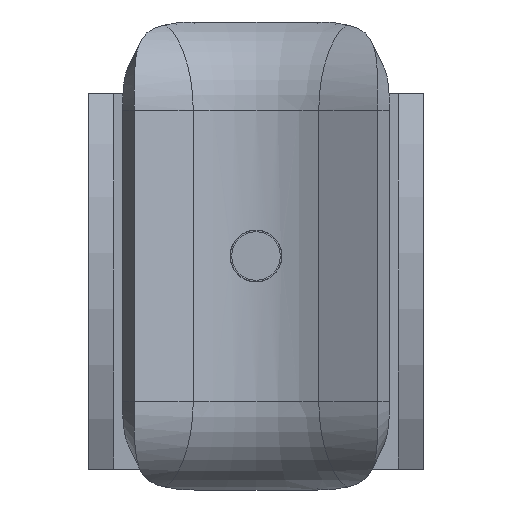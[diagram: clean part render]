
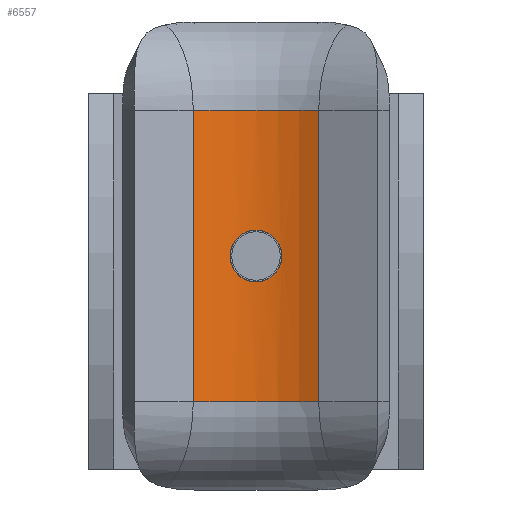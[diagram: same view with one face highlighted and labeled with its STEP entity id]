
A CAD part, front view. The second image highlights one B-rep face of the part: STEP entity #6557.
In plain terms, the highlighted cylindrical face has radius 8 mm (diameter 16 mm), a partial arc.
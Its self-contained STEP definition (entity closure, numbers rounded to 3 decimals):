
#6 = CARTESIAN_POINT ( 'NONE',  ( 1.233, 2.715, 0.945 ) ) ;
#195 = CARTESIAN_POINT ( 'NONE',  ( -0.946, 2.755, -1.232 ) ) ;
#232 = CARTESIAN_POINT ( 'NONE',  ( -0.103, 2.811, 1.55 ) ) ;
#268 = CARTESIAN_POINT ( 'NONE',  ( 1.392, 2.689, -0.689 ) ) ;
#305 = EDGE_CURVE ( 'NONE', #3657, #4319, #5212, .T. ) ;
#465 = VECTOR ( 'NONE', #1898, 1000. ) ;
#536 = ORIENTED_EDGE ( 'NONE', *, *, #2578, .F. ) ;
#604 = VERTEX_POINT ( 'NONE', #4955 ) ;
#769 = DIRECTION ( 'NONE',  ( 1., 0., 0. ) ) ;
#820 = CARTESIAN_POINT ( 'NONE',  ( 0.202, 2.811, -1.55 ) ) ;
#859 = CARTESIAN_POINT ( 'NONE',  ( -1.024, 2.745, -1.168 ) ) ;
#896 = CARTESIAN_POINT ( 'NONE',  ( -1.5, 2.669, -0.402 ) ) ;
#929 = ORIENTED_EDGE ( 'NONE', *, *, #6060, .F. ) ;
#1180 = CARTESIAN_POINT ( 'NONE',  ( 0., -5.189, -15. ) ) ;
#1216 = DIRECTION ( 'NONE',  ( 1., 0., 0. ) ) ;
#1286 = DIRECTION ( 'NONE',  ( 0., 0., 1. ) ) ;
#1353 = CARTESIAN_POINT ( 'NONE',  ( 0., -5.189, 8.712 ) ) ;
#1372 = CARTESIAN_POINT ( 'NONE',  ( -0.102, 2.811, -1.55 ) ) ;
#1394 = AXIS2_PLACEMENT_3D ( 'NONE', #4019, #5798, #769 ) ;
#1414 = CARTESIAN_POINT ( 'NONE',  ( -0.402, 2.801, 1.5 ) ) ;
#1450 = CARTESIAN_POINT ( 'NONE',  ( 0., 2.811, 1.55 ) ) ;
#1451 = ORIENTED_EDGE ( 'NONE', *, *, #2922, .T. ) ;
#1694 = CARTESIAN_POINT ( 'NONE',  ( 0.782, 2.774, 1.353 ) ) ;
#1825 = LINE ( 'NONE', #5139, #465 ) ;
#1898 = DIRECTION ( 'NONE',  ( 0., 0., 1. ) ) ;
#1951 = CARTESIAN_POINT ( 'NONE',  ( 1.54, 2.661, 0.202 ) ) ;
#1991 = CARTESIAN_POINT ( 'NONE',  ( 1.55, 2.659, 0.101 ) ) ;
#2031 = CARTESIAN_POINT ( 'NONE',  ( -1.471, 2.674, -0.499 ) ) ;
#2220 = VERTEX_POINT ( 'NONE', #5650 ) ;
#2241 = CARTESIAN_POINT ( 'NONE',  ( 0.205, 2.811, 1.55 ) ) ;
#2275 = CARTESIAN_POINT ( 'NONE',  ( 0.409, 2.802, 1.509 ) ) ;
#2414 = CARTESIAN_POINT ( 'NONE',  ( 3.756, 1.874, -15. ) ) ;
#2431 = CARTESIAN_POINT ( 'NONE',  ( -0.688, 2.781, -1.393 ) ) ;
#2467 = CARTESIAN_POINT ( 'NONE',  ( -0.777, 2.773, 1.345 ) ) ;
#2504 = CARTESIAN_POINT ( 'NONE',  ( 1.509, 2.667, -0.407 ) ) ;
#2540 = CARTESIAN_POINT ( 'NONE',  ( -1.509, 2.667, 0.408 ) ) ;
#2541 = AXIS2_PLACEMENT_3D ( 'NONE', #1353, #1286, #1216 ) ;
#2560 = CARTESIAN_POINT ( 'NONE',  ( 0., 2.811, 1.55 ) ) ;
#2578 = EDGE_CURVE ( 'NONE', #3037, #3037, #3642, .T. ) ;
#2582 = CARTESIAN_POINT ( 'NONE',  ( -0.501, 2.795, -1.47 ) ) ;
#2828 = CYLINDRICAL_SURFACE ( 'NONE', #4107, 8. ) ;
#2922 = EDGE_CURVE ( 'NONE', #4319, #604, #4900, .T. ) ;
#2985 = CARTESIAN_POINT ( 'NONE',  ( -1.354, 2.696, 0.781 ) ) ;
#3020 = CARTESIAN_POINT ( 'NONE',  ( -0.945, 2.755, 1.232 ) ) ;
#3037 = VERTEX_POINT ( 'NONE', #2560 ) ;
#3136 = CARTESIAN_POINT ( 'NONE',  ( 0.952, 2.755, -1.24 ) ) ;
#3429 = VECTOR ( 'NONE', #4662, 1000. ) ;
#3614 = CARTESIAN_POINT ( 'NONE',  ( 0.78, 2.775, -1.355 ) ) ;
#3642 = B_SPLINE_CURVE_WITH_KNOTS ( 'NONE', 3,
 ( #1450, #232, #3694, #1414, #4168, #6368, #2467, #3020, #4712, #4677, #2985, #2540, #3836, #4205, #5299, #896, #2031, #4788, #7033, #859, #195, #6067, #2431, #2582, #6956, #6402, #1372, #820, #4827, #3614, #3136, #5846, #5374, #6919, #268, #2504, #7076, #1991, #1951, #4282, #6443, #4247, #3938, #6, #5107, #6171, #1694, #2275, #2241, #5040 ),
 .UNSPECIFIED., .T., .F.,
 ( 4, 2, 2, 2, 2, 2, 2, 2, 2, 2, 2, 2, 2, 2, 2, 2, 2, 2, 2, 2, 2, 2, 2, 2, 4 ),
 ( 0., 0., 0.001, 0.001, 0.001, 0.002, 0.002, 0.003, 0.003, 0.004, 0.004, 0.004, 0.005, 0.005, 0.005, 0.006, 0.006, 0.007, 0.007, 0.008, 0.008, 0.008, 0.008, 0.009, 0.01 ),
 .UNSPECIFIED. ) ;
#3657 = VERTEX_POINT ( 'NONE', #4760 ) ;
#3658 = CARTESIAN_POINT ( 'NONE',  ( 3.756, 1.874, 8.712 ) ) ;
#3694 = CARTESIAN_POINT ( 'NONE',  ( -0.204, 2.809, 1.54 ) ) ;
#3836 = CARTESIAN_POINT ( 'NONE',  ( -1.55, 2.659, 0.204 ) ) ;
#3904 = FACE_OUTER_BOUND ( 'NONE', #6884, .T. ) ;
#3938 = CARTESIAN_POINT ( 'NONE',  ( 1.346, 2.697, 0.776 ) ) ;
#4019 = CARTESIAN_POINT ( 'NONE',  ( 0., -5.189, -8.712 ) ) ;
#4107 = AXIS2_PLACEMENT_3D ( 'NONE', #1180, #6102, #6134 ) ;
#4168 = CARTESIAN_POINT ( 'NONE',  ( -0.501, 2.795, 1.47 ) ) ;
#4205 = CARTESIAN_POINT ( 'NONE',  ( -1.55, 2.659, -0.1 ) ) ;
#4247 = CARTESIAN_POINT ( 'NONE',  ( 1.393, 2.688, 0.687 ) ) ;
#4282 = CARTESIAN_POINT ( 'NONE',  ( 1.501, 2.669, 0.401 ) ) ;
#4319 = VERTEX_POINT ( 'NONE', #3658 ) ;
#4662 = DIRECTION ( 'NONE',  ( 0., 0., 1. ) ) ;
#4677 = CARTESIAN_POINT ( 'NONE',  ( -1.239, 2.715, 0.953 ) ) ;
#4690 = CIRCLE ( 'NONE', #1394, 8. ) ;
#4712 = CARTESIAN_POINT ( 'NONE',  ( -1.025, 2.745, 1.167 ) ) ;
#4760 = CARTESIAN_POINT ( 'NONE',  ( 3.756, 1.874, -8.712 ) ) ;
#4788 = CARTESIAN_POINT ( 'NONE',  ( -1.354, 2.696, -0.781 ) ) ;
#4827 = CARTESIAN_POINT ( 'NONE',  ( 0.406, 2.802, -1.509 ) ) ;
#4900 = CIRCLE ( 'NONE', #2541, 8. ) ;
#4955 = CARTESIAN_POINT ( 'NONE',  ( -3.756, 1.874, 8.712 ) ) ;
#5040 = CARTESIAN_POINT ( 'NONE',  ( 0., 2.811, 1.55 ) ) ;
#5107 = CARTESIAN_POINT ( 'NONE',  ( 1.168, 2.725, 1.024 ) ) ;
#5139 = CARTESIAN_POINT ( 'NONE',  ( -3.756, 1.874, -15. ) ) ;
#5212 = LINE ( 'NONE', #2414, #3429 ) ;
#5299 = CARTESIAN_POINT ( 'NONE',  ( -1.54, 2.661, -0.203 ) ) ;
#5374 = CARTESIAN_POINT ( 'NONE',  ( 1.232, 2.715, -0.946 ) ) ;
#5650 = CARTESIAN_POINT ( 'NONE',  ( -3.756, 1.874, -8.712 ) ) ;
#5798 = DIRECTION ( 'NONE',  ( 0., 0., 1. ) ) ;
#5846 = CARTESIAN_POINT ( 'NONE',  ( 1.167, 2.725, -1.026 ) ) ;
#6060 = EDGE_CURVE ( 'NONE', #3657, #2220, #4690, .T. ) ;
#6067 = CARTESIAN_POINT ( 'NONE',  ( -0.779, 2.773, -1.344 ) ) ;
#6102 = DIRECTION ( 'NONE',  ( 0., 0., 1. ) ) ;
#6134 = DIRECTION ( 'NONE',  ( 1., 0., 0. ) ) ;
#6171 = CARTESIAN_POINT ( 'NONE',  ( 0.954, 2.755, 1.238 ) ) ;
#6368 = CARTESIAN_POINT ( 'NONE',  ( -0.688, 2.781, 1.393 ) ) ;
#6402 = CARTESIAN_POINT ( 'NONE',  ( -0.205, 2.809, -1.54 ) ) ;
#6443 = CARTESIAN_POINT ( 'NONE',  ( 1.471, 2.674, 0.499 ) ) ;
#6557 = ADVANCED_FACE ( 'NONE', ( #6693, #3904 ), #2828, .F. ) ;
#6682 = EDGE_LOOP ( 'NONE', ( #536 ) ) ;
#6693 = FACE_BOUND ( 'NONE', #6682, .T. ) ;
#6709 = EDGE_CURVE ( 'NONE', #2220, #604, #1825, .T. ) ;
#6884 = EDGE_LOOP ( 'NONE', ( #6980, #929, #7202, #1451 ) ) ;
#6919 = CARTESIAN_POINT ( 'NONE',  ( 1.344, 2.697, -0.778 ) ) ;
#6956 = CARTESIAN_POINT ( 'NONE',  ( -0.404, 2.801, -1.5 ) ) ;
#6980 = ORIENTED_EDGE ( 'NONE', *, *, #6709, .F. ) ;
#7033 = CARTESIAN_POINT ( 'NONE',  ( -1.24, 2.715, -0.952 ) ) ;
#7076 = CARTESIAN_POINT ( 'NONE',  ( 1.55, 2.659, -0.206 ) ) ;
#7202 = ORIENTED_EDGE ( 'NONE', *, *, #305, .T. ) ;
